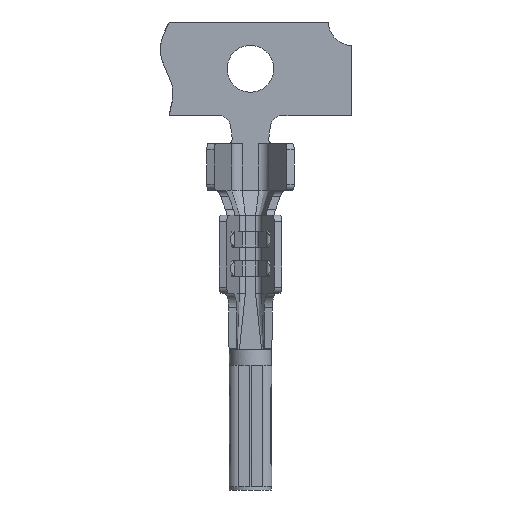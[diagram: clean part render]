
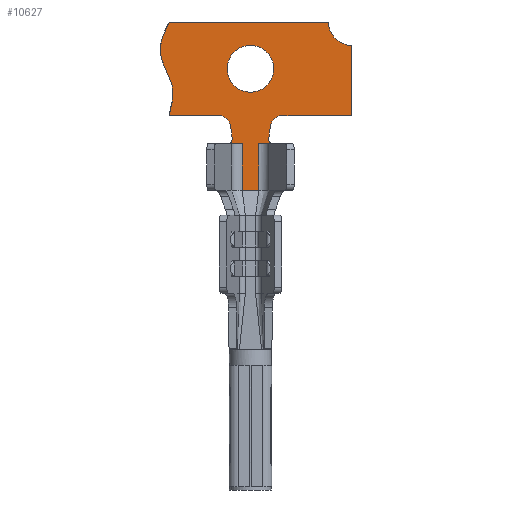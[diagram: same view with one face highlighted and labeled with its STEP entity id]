
A CAD part, front view. The second image highlights one B-rep face of the part: STEP entity #10627.
In plain terms, the highlighted planar face has unit normal (0, -1, 0).
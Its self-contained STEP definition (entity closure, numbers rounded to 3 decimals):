
#1091=CARTESIAN_POINT('',(-0.267,-0.25,-1.5));
#1092=VERTEX_POINT('',#1091);
#1268=CARTESIAN_POINT('',(-0.267,-0.25,0.));
#1269=VERTEX_POINT('',#1268);
#1290=CARTESIAN_POINT('',(-0.267,-0.25,-1.5));
#1291=DIRECTION('',(0.,0.,1.));
#1292=VECTOR('',#1291,1.5);
#1293=LINE('',#1290,#1292);
#1294=EDGE_CURVE('',#1092,#1269,#1293,.T.);
#1891=CARTESIAN_POINT('',(0.267,-0.25,-1.5));
#1892=VERTEX_POINT('',#1891);
#1893=CARTESIAN_POINT('',(0.267,-0.25,-1.5));
#1894=DIRECTION('',(-1.,0.,0.));
#1895=VECTOR('',#1894,0.534);
#1896=LINE('',#1893,#1895);
#1897=EDGE_CURVE('',#1892,#1092,#1896,.T.);
#2358=CARTESIAN_POINT('',(0.267,-0.25,0.));
#2359=VERTEX_POINT('',#2358);
#2360=CARTESIAN_POINT('',(0.267,-0.25,-1.5));
#2361=DIRECTION('',(0.,0.,1.));
#2362=VECTOR('',#2361,1.5);
#2363=LINE('',#2360,#2362);
#2364=EDGE_CURVE('',#1892,#2359,#2363,.T.);
#7651=CARTESIAN_POINT('',(-0.733,-0.25,0.));
#7652=VERTEX_POINT('',#7651);
#7653=CARTESIAN_POINT('',(-0.733,-0.25,0.));
#7654=DIRECTION('',(1.,0.,0.));
#7655=VECTOR('',#7654,0.466);
#7656=LINE('',#7653,#7655);
#7657=EDGE_CURVE('',#7652,#1269,#7656,.T.);
#7675=CARTESIAN_POINT('',(0.733,-0.25,0.));
#7676=VERTEX_POINT('',#7675);
#7683=CARTESIAN_POINT('',(0.267,-0.25,0.));
#7684=DIRECTION('',(1.,0.,0.));
#7685=VECTOR('',#7684,0.466);
#7686=LINE('',#7683,#7685);
#7687=EDGE_CURVE('',#2359,#7676,#7686,.T.);
#10502=CARTESIAN_POINT('',(3.216,-0.25,5.884));
#10503=DIRECTION('',(1.,0.,0.));
#10504=DIRECTION('',(0.,-1.,0.));
#10505=AXIS2_PLACEMENT_3D('',#10502,#10504,#10503);
#10506=PLANE('',#10505);
#10507=CARTESIAN_POINT('',(2.5,-0.25,3.898));
#10508=VERTEX_POINT('',#10507);
#10509=CARTESIAN_POINT('',(-2.61,-0.25,3.898));
#10510=VERTEX_POINT('',#10509);
#10511=CARTESIAN_POINT('',(2.5,-0.25,3.898));
#10512=DIRECTION('',(-1.,0.,0.));
#10513=VECTOR('',#10512,5.11);
#10514=LINE('',#10511,#10513);
#10515=EDGE_CURVE('',#10508,#10510,#10514,.T.);
#10516=ORIENTED_EDGE('',*,*,#10515,.T.);
#10517=CARTESIAN_POINT('',(-2.61,-0.25,0.898));
#10518=VERTEX_POINT('',#10517);
#10519=CARTESIAN_POINT('',(-2.61,-0.25,3.898));
#10520=CARTESIAN_POINT('',(-2.768,-0.25,3.565));
#10521=CARTESIAN_POINT('',(-3.102,-0.25,2.859));
#10522=CARTESIAN_POINT('',(-2.345,-0.25,1.909));
#10523=CARTESIAN_POINT('',(-2.529,-0.25,1.209));
#10524=CARTESIAN_POINT('',(-2.61,-0.25,0.898));
#10525=B_SPLINE_CURVE_WITH_KNOTS('',3,(#10519,#10520,#10521,#10522,#10523,#10524),.UNSPECIFIED.,.F.,.U.,(4,1,1,4),(0.,0.33,0.702,1.),.UNSPECIFIED.);
#10526=EDGE_CURVE('',#10510,#10518,#10525,.T.);
#10527=ORIENTED_EDGE('',*,*,#10526,.T.);
#10528=CARTESIAN_POINT('',(-0.943,-0.25,0.898));
#10529=VERTEX_POINT('',#10528);
#10530=CARTESIAN_POINT('',(-2.61,-0.25,0.898));
#10531=DIRECTION('',(1.,0.,0.));
#10532=VECTOR('',#10531,1.668);
#10533=LINE('',#10530,#10532);
#10534=EDGE_CURVE('',#10518,#10529,#10533,.T.);
#10535=ORIENTED_EDGE('',*,*,#10534,.T.);
#10536=CARTESIAN_POINT('',(-0.643,-0.25,0.578));
#10537=VERTEX_POINT('',#10536);
#10538=CARTESIAN_POINT('',(-1.03,-0.25,0.515));
#10539=DIRECTION('',(0.223,0.,0.975));
#10540=DIRECTION('',(0.,1.,0.));
#10541=AXIS2_PLACEMENT_3D('',#10538,#10540,#10539);
#10542=CIRCLE('',#10541,0.393);
#10543=EDGE_CURVE('',#10529,#10537,#10542,.T.);
#10544=ORIENTED_EDGE('',*,*,#10543,.T.);
#10545=CARTESIAN_POINT('',(-0.584,-0.25,0.171));
#10546=VERTEX_POINT('',#10545);
#10547=CARTESIAN_POINT('',(-0.643,-0.25,0.578));
#10548=DIRECTION('',(0.143,0.,-0.99));
#10549=VECTOR('',#10548,0.41);
#10550=LINE('',#10547,#10549);
#10551=EDGE_CURVE('',#10537,#10546,#10550,.T.);
#10552=ORIENTED_EDGE('',*,*,#10551,.T.);
#10553=CARTESIAN_POINT('',(-0.733,-0.25,0.15));
#10554=DIRECTION('',(0.99,0.,0.143));
#10555=DIRECTION('',(0.,1.,0.));
#10556=AXIS2_PLACEMENT_3D('',#10553,#10555,#10554);
#10557=CIRCLE('',#10556,0.15);
#10558=EDGE_CURVE('',#10546,#7652,#10557,.T.);
#10559=ORIENTED_EDGE('',*,*,#10558,.T.);
#10560=ORIENTED_EDGE('',*,*,#7657,.T.);
#10561=ORIENTED_EDGE('',*,*,#1294,.F.);
#10562=ORIENTED_EDGE('',*,*,#1897,.F.);
#10563=ORIENTED_EDGE('',*,*,#2364,.T.);
#10564=ORIENTED_EDGE('',*,*,#7687,.T.);
#10565=CARTESIAN_POINT('',(0.584,-0.25,0.171));
#10566=VERTEX_POINT('',#10565);
#10567=CARTESIAN_POINT('',(0.733,-0.25,0.15));
#10568=DIRECTION('',(0.,0.,-1.));
#10569=DIRECTION('',(0.,1.,-0.));
#10570=AXIS2_PLACEMENT_3D('',#10567,#10569,#10568);
#10571=CIRCLE('',#10570,0.15);
#10572=EDGE_CURVE('',#7676,#10566,#10571,.T.);
#10573=ORIENTED_EDGE('',*,*,#10572,.T.);
#10574=CARTESIAN_POINT('',(0.643,-0.25,0.578));
#10575=VERTEX_POINT('',#10574);
#10576=CARTESIAN_POINT('',(0.584,-0.25,0.171));
#10577=DIRECTION('',(0.143,0.,0.99));
#10578=VECTOR('',#10577,0.41);
#10579=LINE('',#10576,#10578);
#10580=EDGE_CURVE('',#10566,#10575,#10579,.T.);
#10581=ORIENTED_EDGE('',*,*,#10580,.T.);
#10582=CARTESIAN_POINT('',(0.943,-0.25,0.898));
#10583=VERTEX_POINT('',#10582);
#10584=CARTESIAN_POINT('',(1.03,-0.25,0.515));
#10585=DIRECTION('',(-0.987,0.,0.16));
#10586=DIRECTION('',(-0.,1.,0.));
#10587=AXIS2_PLACEMENT_3D('',#10584,#10586,#10585);
#10588=CIRCLE('',#10587,0.393);
#10589=EDGE_CURVE('',#10575,#10583,#10588,.T.);
#10590=ORIENTED_EDGE('',*,*,#10589,.T.);
#10591=CARTESIAN_POINT('',(3.25,-0.25,0.898));
#10592=VERTEX_POINT('',#10591);
#10593=CARTESIAN_POINT('',(0.943,-0.25,0.898));
#10594=DIRECTION('',(1.,0.,0.));
#10595=VECTOR('',#10594,2.307);
#10596=LINE('',#10593,#10595);
#10597=EDGE_CURVE('',#10583,#10592,#10596,.T.);
#10598=ORIENTED_EDGE('',*,*,#10597,.T.);
#10599=CARTESIAN_POINT('',(3.25,-0.25,3.148));
#10600=VERTEX_POINT('',#10599);
#10601=CARTESIAN_POINT('',(3.25,-0.25,3.148));
#10602=DIRECTION('',(0.,0.,-1.));
#10603=VECTOR('',#10602,2.25);
#10604=LINE('',#10601,#10603);
#10605=EDGE_CURVE('',#10600,#10592,#10604,.T.);
#10606=ORIENTED_EDGE('',*,*,#10605,.F.);
#10607=CARTESIAN_POINT('',(3.25,-0.25,3.898));
#10608=DIRECTION('',(0.,0.,-1.));
#10609=DIRECTION('',(0.,1.,0.));
#10610=AXIS2_PLACEMENT_3D('',#10607,#10609,#10608);
#10611=CIRCLE('',#10610,0.75);
#10612=EDGE_CURVE('',#10600,#10508,#10611,.T.);
#10613=ORIENTED_EDGE('',*,*,#10612,.T.);
#10614=EDGE_LOOP('',(#10516,#10527,#10535,#10544,#10552,#10559,#10560,#10561,#10562,#10563,#10564,#10573,#10581,#10590,#10598,#10606,#10613));
#10615=FACE_OUTER_BOUND('',#10614,.T.);
#10616=CARTESIAN_POINT('',(0.75,-0.25,2.398));
#10617=VERTEX_POINT('',#10616);
#10618=CARTESIAN_POINT('',(0.,-0.25,2.398));
#10619=DIRECTION('',(1.,-0.,-0.));
#10620=DIRECTION('',(0.,1.,0.));
#10621=AXIS2_PLACEMENT_3D('',#10618,#10620,#10619);
#10622=CIRCLE('',#10621,0.75);
#10623=EDGE_CURVE('',#10617,#10617,#10622,.T.);
#10624=ORIENTED_EDGE('',*,*,#10623,.T.);
#10625=EDGE_LOOP('',(#10624));
#10626=FACE_BOUND('',#10625,.T.);
#10627=ADVANCED_FACE('',(#10615,#10626),#10506,.T.);
